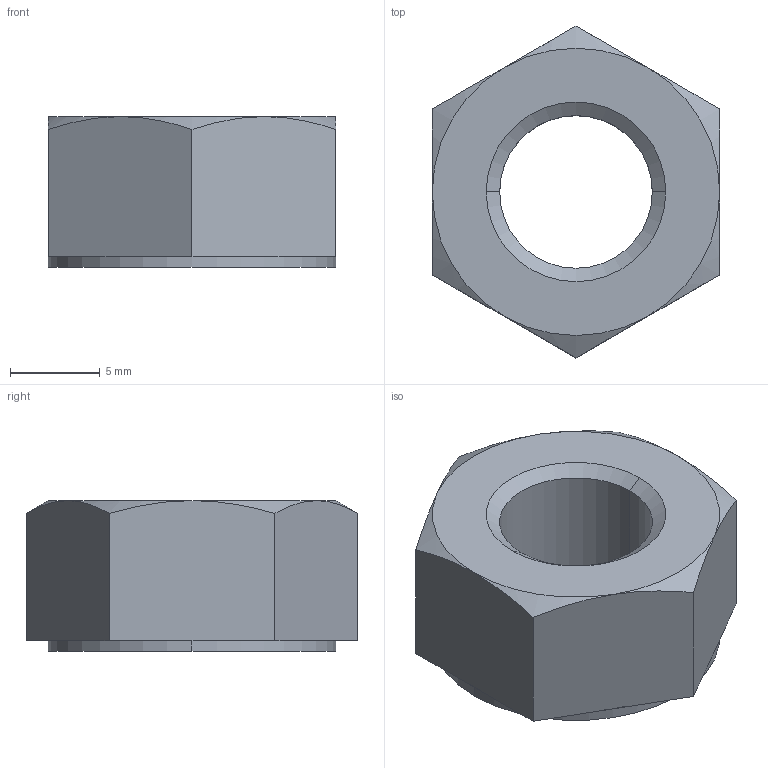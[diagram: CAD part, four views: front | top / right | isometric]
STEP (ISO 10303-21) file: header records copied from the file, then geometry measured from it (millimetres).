
FILE_DESCRIPTION (( 'STEP AP203' ), '1' );
FILE_NAME ('SE_01_1_0024.STEP', '2020-10-21T10:17:09', ( '' ), ( '' ), 'SwSTEP 2.0', 'SolidWorks 2017', '' );
FILE_SCHEMA (( 'CONFIG_CONTROL_DESIGN' ));
Length unit declared in the file: millimetre
Products named in the file (1): SE_01_1_0024
Bounding box: 16 x 18.48 x 8.4 mm (x, y, z)
Volume: 1357.1 mm3; surface area: 988 mm2
Topology: 1 solids, 1 shells, 30 faces, 64 edges, 36 vertices
Faces by surface type: plane 14, cone 10, cylinder 6
Entity records: 917 total; most frequent: CARTESIAN_POINT 199, DIRECTION 138, ORIENTED_EDGE 128, EDGE_CURVE 64, AXIS2_PLACEMENT_3D 55, VERTEX_POINT 36, EDGE_LOOP 32, ADVANCED_FACE 30
